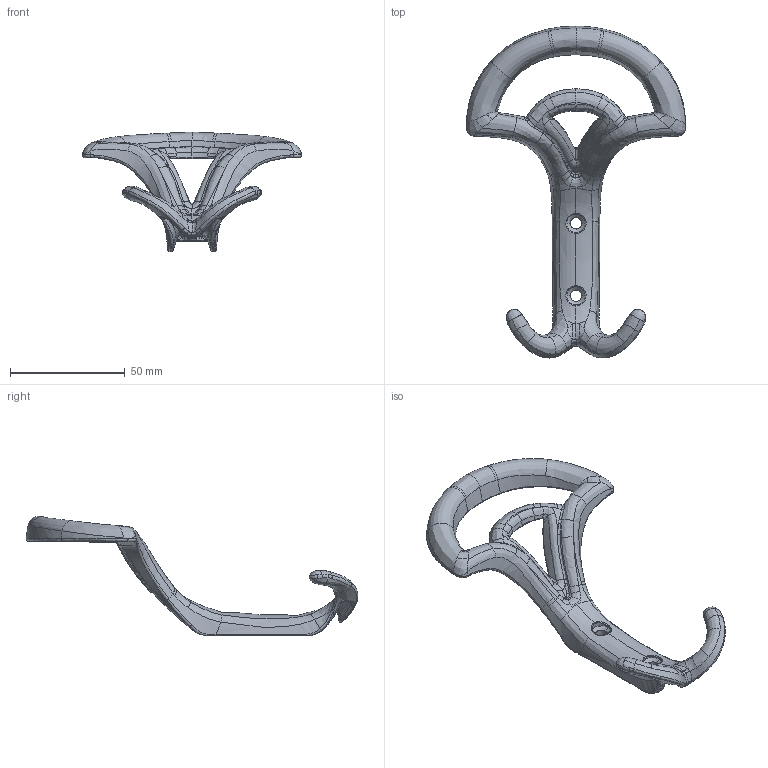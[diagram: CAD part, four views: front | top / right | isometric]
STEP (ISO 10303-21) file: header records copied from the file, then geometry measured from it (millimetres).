
FILE_DESCRIPTION(('Creo Elements/Direct Modeling STEP Export'),'2;1');
FILE_NAME('1237.stp','2018-12-12T15:28:21',(''),(''),'Creo Elements/Direct Modeling STEP processor for AP214 (Solid Model)','Creo Elements/Direct Modeling 20.0 12-Nov-2016 (C) Parametric Technology GmbH','');
FILE_SCHEMA(('AUTOMOTIVE_DESIGN { 1 0 10303 214 1 1 1 1 }'));
Products named in the file (1): 1237
Bounding box: 95.55 x 144.71 x 52.2 mm (x, y, z)
Surface area: 19090.1 mm2 (no closed solid volume)
Topology: 0 solids, 1 shells, 877 faces, 2118 edges, 1233 vertices
Faces by surface type: bspline 709, cylinder 73, plane 32, sphere 24, cone 20, torus 14, extrusion 5
Entity records: 132948 total; most frequent: CARTESIAN_POINT 109364, ORIENTED_EDGE 4224, DIRECTION 2130, EDGE_CURVE 2116, VERTEX_POINT 1233, B_SPLINE_CURVE_WITH_KNOTS 1045, AXIS2_PLACEMENT_3D 903, EDGE_LOOP 879
